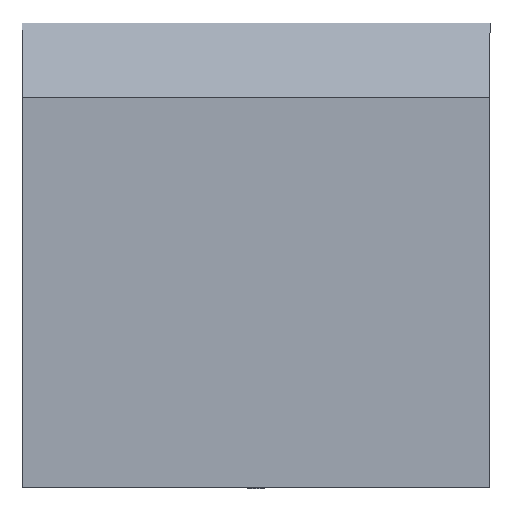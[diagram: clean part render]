
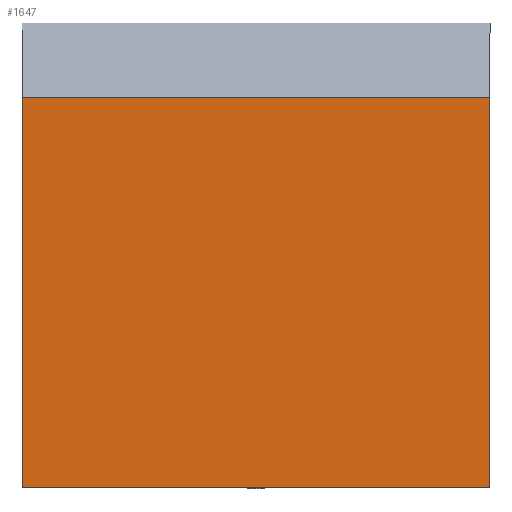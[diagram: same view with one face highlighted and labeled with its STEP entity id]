
A CAD part, top view. The second image highlights one B-rep face of the part: STEP entity #1647.
In plain terms, the highlighted face is planar.
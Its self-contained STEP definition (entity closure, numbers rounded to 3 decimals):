
#42 = EDGE_CURVE ( 'NONE', #430, #5343, #3584, .T. ) ;
#59 = DIRECTION ( 'NONE',  ( 1., 0., 0. ) ) ;
#254 = ORIENTED_EDGE ( 'NONE', *, *, #3977, .T. ) ;
#264 = CARTESIAN_POINT ( 'NONE',  ( -84., 0., 200. ) ) ;
#416 = VECTOR ( 'NONE', #4749, 1000. ) ;
#430 = VERTEX_POINT ( 'NONE', #3949 ) ;
#452 = LINE ( 'NONE', #4292, #2697 ) ;
#725 = FACE_OUTER_BOUND ( 'NONE', #4856, .T. ) ;
#807 = ORIENTED_EDGE ( 'NONE', *, *, #2305, .F. ) ;
#860 = DIRECTION ( 'NONE',  ( 0., 0., -1. ) ) ;
#1313 = CARTESIAN_POINT ( 'NONE',  ( 84., 0., 200. ) ) ;
#1495 = PLANE ( 'NONE',  #2571 ) ;
#1522 = DIRECTION ( 'NONE',  ( -1., 0., 0. ) ) ;
#1579 = DIRECTION ( 'NONE',  ( 0., 1., 0. ) ) ;
#1625 = ORIENTED_EDGE ( 'NONE', *, *, #42, .F. ) ;
#1647 = ADVANCED_FACE ( 'NONE', ( #725 ), #1495, .F. ) ;
#1730 = VERTEX_POINT ( 'NONE', #1976 ) ;
#1823 = CARTESIAN_POINT ( 'NONE',  ( 84., 0., -1.4 ) ) ;
#1976 = CARTESIAN_POINT ( 'NONE',  ( -84., 0., -1.4 ) ) ;
#2305 = EDGE_CURVE ( 'NONE', #5343, #3509, #4747, .T. ) ;
#2571 = AXIS2_PLACEMENT_3D ( 'NONE', #264, #1579, #1522 ) ;
#2697 = VECTOR ( 'NONE', #2995, 1000. ) ;
#2856 = VECTOR ( 'NONE', #860, 1000. ) ;
#2995 = DIRECTION ( 'NONE',  ( 1., 0., 0. ) ) ;
#3471 = EDGE_CURVE ( 'NONE', #430, #1730, #4412, .T. ) ;
#3509 = VERTEX_POINT ( 'NONE', #1823 ) ;
#3584 = LINE ( 'NONE', #4769, #3847 ) ;
#3847 = VECTOR ( 'NONE', #59, 1000. ) ;
#3920 = CARTESIAN_POINT ( 'NONE',  ( 84., 0., 200. ) ) ;
#3949 = CARTESIAN_POINT ( 'NONE',  ( -84., 0., 200. ) ) ;
#3977 = EDGE_CURVE ( 'NONE', #1730, #3509, #452, .T. ) ;
#4292 = CARTESIAN_POINT ( 'NONE',  ( -84., 0., -1.4 ) ) ;
#4412 = LINE ( 'NONE', #5282, #416 ) ;
#4747 = LINE ( 'NONE', #1313, #2856 ) ;
#4749 = DIRECTION ( 'NONE',  ( 0., 0., -1. ) ) ;
#4769 = CARTESIAN_POINT ( 'NONE',  ( -84., 0., 200. ) ) ;
#4856 = EDGE_LOOP ( 'NONE', ( #4972, #254, #807, #1625 ) ) ;
#4972 = ORIENTED_EDGE ( 'NONE', *, *, #3471, .T. ) ;
#5282 = CARTESIAN_POINT ( 'NONE',  ( -84., 0., 200. ) ) ;
#5343 = VERTEX_POINT ( 'NONE', #3920 ) ;
